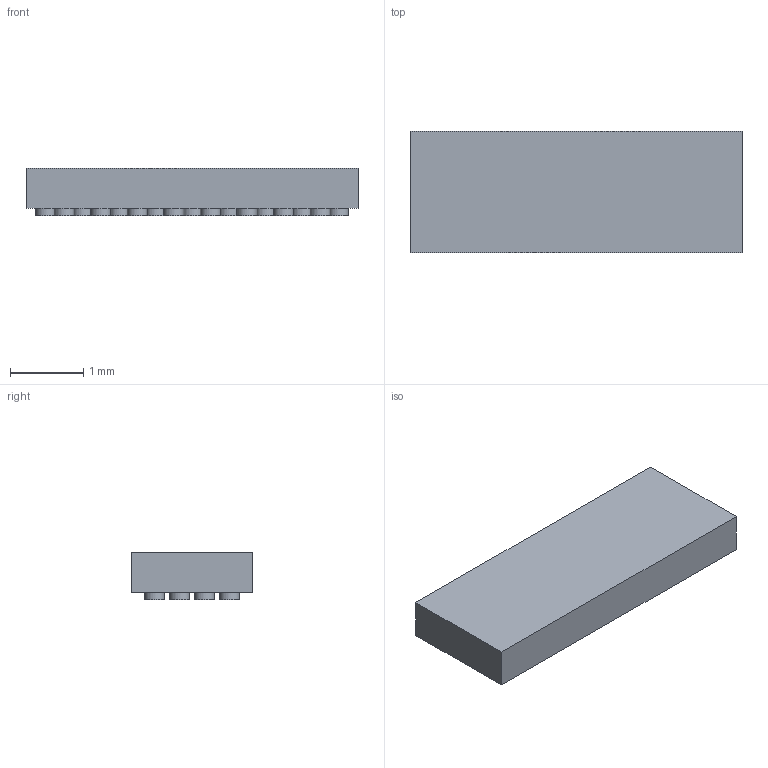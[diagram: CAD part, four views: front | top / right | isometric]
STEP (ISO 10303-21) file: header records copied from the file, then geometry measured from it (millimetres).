
FILE_DESCRIPTION(('FreeCAD Model'),'2;1');
FILE_NAME('645862.3.4.stp','2020-04-09T04:28:57',( 'Author'),(''),'Open CASCADE STEP processor 6.9','FreeCAD','Unknown' );
FILE_SCHEMA(('AUTOMOTIVE_DESIGN { 1 0 10303 214 1 1 1 1 }'));
Length unit declared in the file: millimetre
Products named in the file (3): ASSEMBLY; Body; Pins
Assembly tree (2 placements, depth 2):
  ASSEMBLY
    Body
    Pins
Bounding box: 4.54 x 1.66 x 0.65 mm (x, y, z)
Volume: 4.3 mm3; surface area: 28.7 mm2
Topology: 35 solids, 35 shells, 108 faces, 114 edges, 76 vertices
Faces by surface type: plane 74, cylinder 34
Full cylindrical faces by diameter (mm): 0.27 x34
Entity records: 3805 total; most frequent: DIRECTION 632, CARTESIAN_POINT 529, ORIENTED_EDGE 228, PCURVE 228, DEFINITIONAL_REPRESENTATION 228, LINE 206, VECTOR 206, AXIS2_PLACEMENT_3D 179
